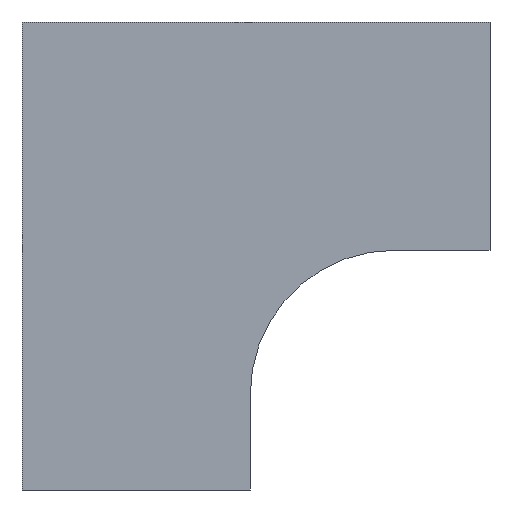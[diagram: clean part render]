
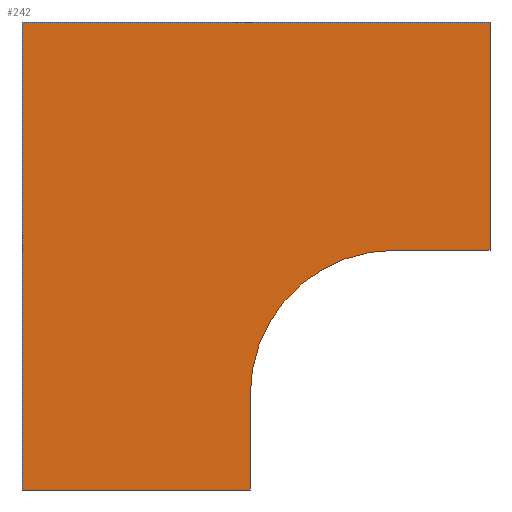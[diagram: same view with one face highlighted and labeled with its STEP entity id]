
A CAD part, front view. The second image highlights one B-rep face of the part: STEP entity #242.
In plain terms, the highlighted planar face has unit normal (0, -1, 0).
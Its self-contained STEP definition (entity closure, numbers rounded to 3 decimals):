
#28 = VECTOR ( 'NONE', #173, 1000. ) ;
#34 = ORIENTED_EDGE ( 'NONE', *, *, #245, .F. ) ;
#36 = CARTESIAN_POINT ( 'NONE',  ( -1.6, -77.55, -65. ) ) ;
#39 = LINE ( 'NONE', #179, #28 ) ;
#42 = DIRECTION ( 'NONE',  ( 0., 0., 1. ) ) ;
#43 = DIRECTION ( 'NONE',  ( 0., -1., 0. ) ) ;
#48 = CARTESIAN_POINT ( 'NONE',  ( 38.4, -77.55, -38.4 ) ) ;
#54 = DIRECTION ( 'NONE',  ( 0., 0., -1. ) ) ;
#63 = ORIENTED_EDGE ( 'NONE', *, *, #344, .F. ) ;
#69 = DIRECTION ( 'NONE',  ( 0., 0., -1. ) ) ;
#71 = VERTEX_POINT ( 'NONE', #234 ) ;
#73 = VERTEX_POINT ( 'NONE', #222 ) ;
#75 = CARTESIAN_POINT ( 'NONE',  ( 65., -77.55, 1.6 ) ) ;
#107 = ORIENTED_EDGE ( 'NONE', *, *, #380, .F. ) ;
#114 = VERTEX_POINT ( 'NONE', #218 ) ;
#143 = CARTESIAN_POINT ( 'NONE',  ( -65., -77.55, 65. ) ) ;
#163 = ORIENTED_EDGE ( 'NONE', *, *, #337, .F. ) ;
#164 = CARTESIAN_POINT ( 'NONE',  ( 65., -77.55, 65. ) ) ;
#165 = VERTEX_POINT ( 'NONE', #202 ) ;
#173 = DIRECTION ( 'NONE',  ( 0., 0., 1. ) ) ;
#177 = ORIENTED_EDGE ( 'NONE', *, *, #382, .F. ) ;
#179 = CARTESIAN_POINT ( 'NONE',  ( -65., -77.55, 65. ) ) ;
#184 = DIRECTION ( 'NONE',  ( 0., 0., 1. ) ) ;
#187 = PLANE ( 'NONE',  #365 ) ;
#190 = CARTESIAN_POINT ( 'NONE',  ( 38.4, -77.55, -38.4 ) ) ;
#199 = VECTOR ( 'NONE', #69, 1000. ) ;
#202 = CARTESIAN_POINT ( 'NONE',  ( -1.6, -77.55, -65. ) ) ;
#204 = VERTEX_POINT ( 'NONE', #308 ) ;
#218 = CARTESIAN_POINT ( 'NONE',  ( 65., -77.55, 1.6 ) ) ;
#222 = CARTESIAN_POINT ( 'NONE',  ( -65., -77.55, -65. ) ) ;
#234 = CARTESIAN_POINT ( 'NONE',  ( -1.6, -77.55, -38.4 ) ) ;
#241 = DIRECTION ( 'NONE',  ( 1., 0., 0. ) ) ;
#242 = ADVANCED_FACE ( 'NONE', ( #393 ), #187, .F. ) ;
#245 = EDGE_CURVE ( 'NONE', #73, #413, #39, .T. ) ;
#246 = ORIENTED_EDGE ( 'NONE', *, *, #373, .F. ) ;
#256 = AXIS2_PLACEMENT_3D ( 'NONE', #48, #43, #42 ) ;
#262 = CARTESIAN_POINT ( 'NONE',  ( -65., -77.55, 65. ) ) ;
#266 = VERTEX_POINT ( 'NONE', #164 ) ;
#269 = DIRECTION ( 'NONE',  ( -1., 0., 0. ) ) ;
#278 = EDGE_LOOP ( 'NONE', ( #34, #246, #63, #163, #107, #407, #177 ) ) ;
#284 = CARTESIAN_POINT ( 'NONE',  ( 38.4, -77.55, 1.6 ) ) ;
#287 = DIRECTION ( 'NONE',  ( 0., 1., 0. ) ) ;
#302 = CARTESIAN_POINT ( 'NONE',  ( -65., -77.55, -65. ) ) ;
#303 = DIRECTION ( 'NONE',  ( -1., 0., 0. ) ) ;
#308 = CARTESIAN_POINT ( 'NONE',  ( 38.4, -77.55, 1.6 ) ) ;
#333 = EDGE_CURVE ( 'NONE', #266, #114, #428, .T. ) ;
#337 = EDGE_CURVE ( 'NONE', #204, #71, #441, .T. ) ;
#344 = EDGE_CURVE ( 'NONE', #71, #165, #536, .T. ) ;
#365 = AXIS2_PLACEMENT_3D ( 'NONE', #190, #287, #184 ) ;
#373 = EDGE_CURVE ( 'NONE', #165, #73, #483, .T. ) ;
#380 = EDGE_CURVE ( 'NONE', #114, #204, #474, .T. ) ;
#382 = EDGE_CURVE ( 'NONE', #413, #266, #470, .T. ) ;
#393 = FACE_OUTER_BOUND ( 'NONE', #278, .T. ) ;
#407 = ORIENTED_EDGE ( 'NONE', *, *, #333, .F. ) ;
#413 = VERTEX_POINT ( 'NONE', #143 ) ;
#428 = LINE ( 'NONE', #75, #199 ) ;
#441 = CIRCLE ( 'NONE', #256, 40. ) ;
#466 = VECTOR ( 'NONE', #241, 1000. ) ;
#470 = LINE ( 'NONE', #262, #466 ) ;
#471 = VECTOR ( 'NONE', #269, 1000. ) ;
#474 = LINE ( 'NONE', #284, #471 ) ;
#480 = VECTOR ( 'NONE', #303, 1000. ) ;
#483 = LINE ( 'NONE', #302, #480 ) ;
#533 = VECTOR ( 'NONE', #54, 1000. ) ;
#536 = LINE ( 'NONE', #36, #533 ) ;
